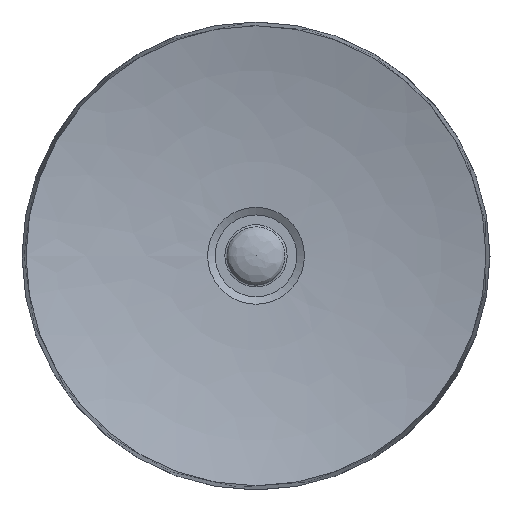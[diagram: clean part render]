
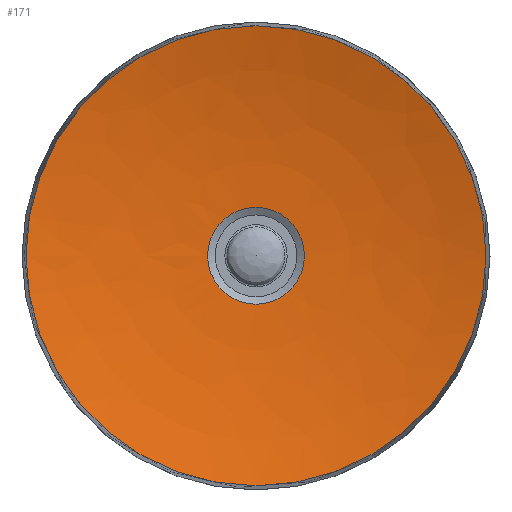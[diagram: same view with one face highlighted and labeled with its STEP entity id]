
A CAD part, top view. The second image highlights one B-rep face of the part: STEP entity #171.
In plain terms, the highlighted free-form (B-spline) face has degree [2, 2] with [3, 9] control points.
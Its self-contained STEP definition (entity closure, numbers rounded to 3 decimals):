
#49=(
BOUNDED_SURFACE()
B_SPLINE_SURFACE(2,2,((#466,#467,#468,#469,#470,#471,#472,#473,#474),(#475,
#476,#477,#478,#479,#480,#481,#482,#483),(#484,#485,#486,#487,#488,#489,
#490,#491,#492)),.UNSPECIFIED.,.F.,.T.,.F.)
B_SPLINE_SURFACE_WITH_KNOTS((3,3),(3,2,2,2,3),(-1.536,-1.299),
(-3.142,-1.571,0.,1.571,3.142),
 .UNSPECIFIED.)
GEOMETRIC_REPRESENTATION_ITEM()
RATIONAL_B_SPLINE_SURFACE(((1.,0.707,1.,0.707,1.,
0.707,1.,0.707,1.),(0.993,0.702,
0.993,0.702,0.993,0.702,
0.993,0.702,0.993),(1.,0.707,
1.,0.707,1.,0.707,1.,0.707,1.)))
REPRESENTATION_ITEM('')
SURFACE()
);
#59=FACE_OUTER_BOUND('',#74,.T.);
#74=EDGE_LOOP('',(#147,#148,#149,#150));
#87=CIRCLE('',#206,98.5);
#88=CIRCLE('',#207,332.825);
#89=CIRCLE('',#208,20.75);
#100=VERTEX_POINT('',#463);
#101=VERTEX_POINT('',#493);
#115=EDGE_CURVE('',#100,#100,#87,.T.);
#117=EDGE_CURVE('',#100,#101,#88,.T.);
#118=EDGE_CURVE('',#101,#101,#89,.T.);
#147=ORIENTED_EDGE('',*,*,#115,.T.);
#148=ORIENTED_EDGE('',*,*,#117,.T.);
#149=ORIENTED_EDGE('',*,*,#118,.F.);
#150=ORIENTED_EDGE('',*,*,#117,.F.);
#171=ADVANCED_FACE('',(#59),#49,.T.);
#206=AXIS2_PLACEMENT_3D('',#464,#248,#249);
#207=AXIS2_PLACEMENT_3D('',#494,#251,#252);
#208=AXIS2_PLACEMENT_3D('',#495,#253,#254);
#248=DIRECTION('center_axis',(0.,0.,1.));
#249=DIRECTION('ref_axis',(1.,0.,0.));
#251=DIRECTION('center_axis',(0.,-1.,0.));
#252=DIRECTION('ref_axis',(-1.,0.,0.));
#253=DIRECTION('center_axis',(0.,0.,1.));
#254=DIRECTION('ref_axis',(1.,0.,0.));
#463=CARTESIAN_POINT('',(-98.5,0.,48.));
#464=CARTESIAN_POINT('Origin',(0.,0.,48.));
#466=CARTESIAN_POINT('Ctrl Pts',(-20.75,0.,36.));
#467=CARTESIAN_POINT('Ctrl Pts',(-20.75,-20.75,36.));
#468=CARTESIAN_POINT('Ctrl Pts',(0.,-20.75,36.));
#469=CARTESIAN_POINT('Ctrl Pts',(20.75,-20.75,36.));
#470=CARTESIAN_POINT('Ctrl Pts',(20.75,0.,36.));
#471=CARTESIAN_POINT('Ctrl Pts',(20.75,20.75,36.));
#472=CARTESIAN_POINT('Ctrl Pts',(0.,20.75,36.));
#473=CARTESIAN_POINT('Ctrl Pts',(-20.75,20.75,36.));
#474=CARTESIAN_POINT('Ctrl Pts',(-20.75,0.,36.));
#475=CARTESIAN_POINT('Ctrl Pts',(-60.339,0.,37.373));
#476=CARTESIAN_POINT('Ctrl Pts',(-60.339,-60.339,37.373));
#477=CARTESIAN_POINT('Ctrl Pts',(0.,-60.339,37.373));
#478=CARTESIAN_POINT('Ctrl Pts',(60.339,-60.339,37.373));
#479=CARTESIAN_POINT('Ctrl Pts',(60.339,0.,37.373));
#480=CARTESIAN_POINT('Ctrl Pts',(60.339,60.339,37.373));
#481=CARTESIAN_POINT('Ctrl Pts',(0.,60.339,37.373));
#482=CARTESIAN_POINT('Ctrl Pts',(-60.339,60.339,37.373));
#483=CARTESIAN_POINT('Ctrl Pts',(-60.339,0.,37.373));
#484=CARTESIAN_POINT('Ctrl Pts',(-98.5,0.,48.));
#485=CARTESIAN_POINT('Ctrl Pts',(-98.5,-98.5,48.));
#486=CARTESIAN_POINT('Ctrl Pts',(0.,-98.5,48.));
#487=CARTESIAN_POINT('Ctrl Pts',(98.5,-98.5,48.));
#488=CARTESIAN_POINT('Ctrl Pts',(98.5,0.,48.));
#489=CARTESIAN_POINT('Ctrl Pts',(98.5,98.5,48.));
#490=CARTESIAN_POINT('Ctrl Pts',(0.,98.5,48.));
#491=CARTESIAN_POINT('Ctrl Pts',(-98.5,98.5,48.));
#492=CARTESIAN_POINT('Ctrl Pts',(-98.5,0.,48.));
#493=CARTESIAN_POINT('',(-20.75,0.,36.));
#494=CARTESIAN_POINT('Origin',(-9.213,0.,
368.625));
#495=CARTESIAN_POINT('Origin',(0.,0.,36.));
